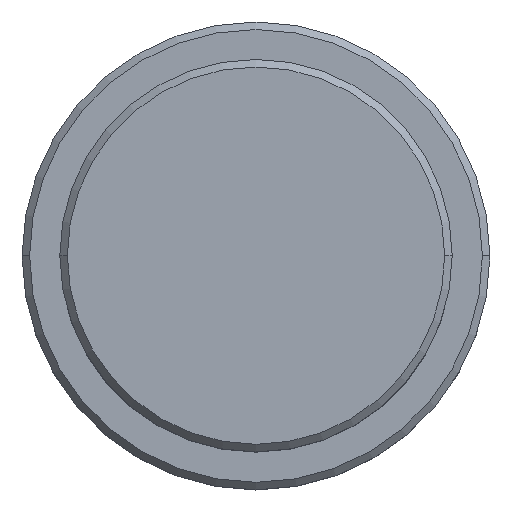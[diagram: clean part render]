
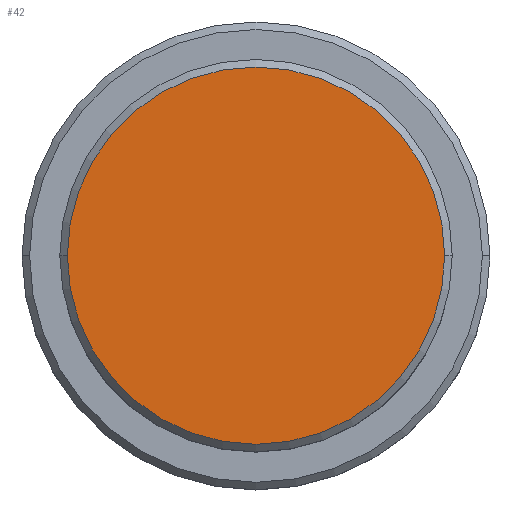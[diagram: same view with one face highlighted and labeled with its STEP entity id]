
A CAD part, top view. The second image highlights one B-rep face of the part: STEP entity #42.
In plain terms, the highlighted planar face has unit normal (0, 0, 1).
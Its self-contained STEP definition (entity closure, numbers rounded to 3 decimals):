
#42 = ADVANCED_FACE ( 'NONE', ( #632 ), #1303, .T. ) ;
#82 = CARTESIAN_POINT ( 'NONE',  ( -12.5, 0., 0. ) ) ;
#84 = AXIS2_PLACEMENT_3D ( 'NONE', #495, #269, #937 ) ;
#147 = CIRCLE ( 'NONE', #712, 12.5 ) ;
#162 = DIRECTION ( 'NONE',  ( 1., 0., 0. ) ) ;
#189 = AXIS2_PLACEMENT_3D ( 'NONE', #964, #1088, #162 ) ;
#269 = DIRECTION ( 'NONE',  ( 0., 0., 1. ) ) ;
#287 = CARTESIAN_POINT ( 'NONE',  ( 0., 0., 0. ) ) ;
#425 = VERTEX_POINT ( 'NONE', #940 ) ;
#448 = ORIENTED_EDGE ( 'NONE', *, *, #913, .T. ) ;
#495 = CARTESIAN_POINT ( 'NONE',  ( 0., 0., 0. ) ) ;
#514 = ORIENTED_EDGE ( 'NONE', *, *, #1376, .T. ) ;
#632 = FACE_OUTER_BOUND ( 'NONE', #1201, .T. ) ;
#695 = CIRCLE ( 'NONE', #84, 12.5 ) ;
#712 = AXIS2_PLACEMENT_3D ( 'NONE', #287, #946, #1174 ) ;
#913 = EDGE_CURVE ( 'NONE', #425, #1382, #147, .T. ) ;
#937 = DIRECTION ( 'NONE',  ( 1., 0., 0. ) ) ;
#940 = CARTESIAN_POINT ( 'NONE',  ( 12.5, 0., 0. ) ) ;
#946 = DIRECTION ( 'NONE',  ( 0., 0., 1. ) ) ;
#964 = CARTESIAN_POINT ( 'NONE',  ( 0., 0., 0. ) ) ;
#1088 = DIRECTION ( 'NONE',  ( 0., 0., 1. ) ) ;
#1174 = DIRECTION ( 'NONE',  ( 1., 0., 0. ) ) ;
#1201 = EDGE_LOOP ( 'NONE', ( #514, #448 ) ) ;
#1303 = PLANE ( 'NONE',  #189 ) ;
#1376 = EDGE_CURVE ( 'NONE', #1382, #425, #695, .T. ) ;
#1382 = VERTEX_POINT ( 'NONE', #82 ) ;
